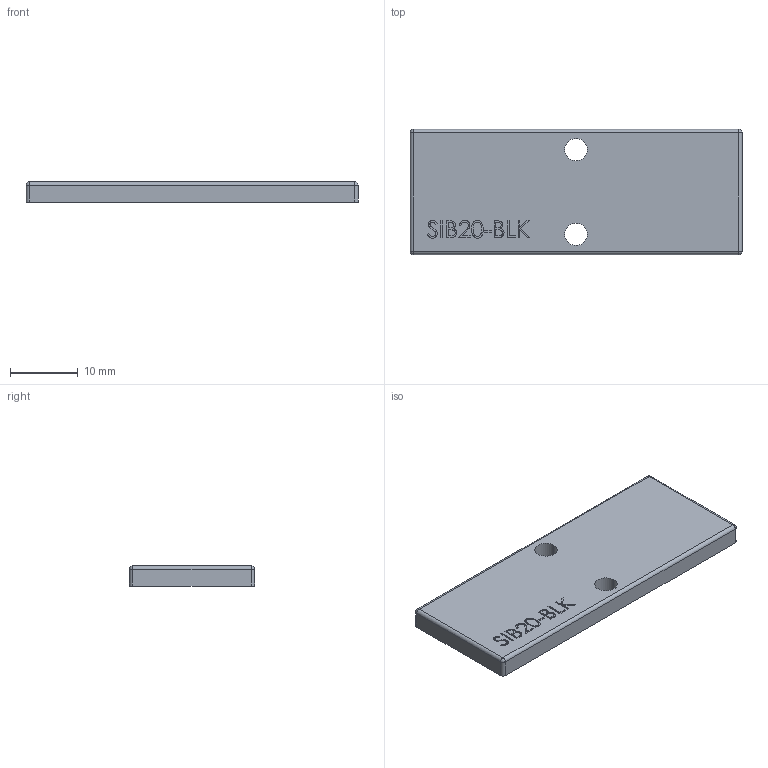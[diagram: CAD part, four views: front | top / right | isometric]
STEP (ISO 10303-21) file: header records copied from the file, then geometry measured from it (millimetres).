
FILE_DESCRIPTION (( 'STEP AP203' ), '1' );
FILE_NAME ('SIB20-BLK.STEP', '2020-04-08T10:42:00', ( 'user' ), ( '' ), 'SwSTEP 2.0', 'SolidWorks 2008', '' );
FILE_SCHEMA (( 'CONFIG_CONTROL_DESIGN' ));
Length unit declared in the file: millimetre
Products named in the file (1): SIB20-BLK
Bounding box: 49 x 18.5 x 3 mm (x, y, z)
Volume: 2659.3 mm3; surface area: 2223.1 mm2
Topology: 1 solids, 1 shells, 135 faces, 349 edges, 226 vertices
Faces by surface type: plane 71, bspline 48, cylinder 12, sphere 4
Entity records: 6812 total; most frequent: CARTESIAN_POINT 3763, ORIENTED_EDGE 690, DIRECTION 449, EDGE_CURVE 345, VERTEX_POINT 226, VECTOR 225, LINE 225, EDGE_LOOP 153
